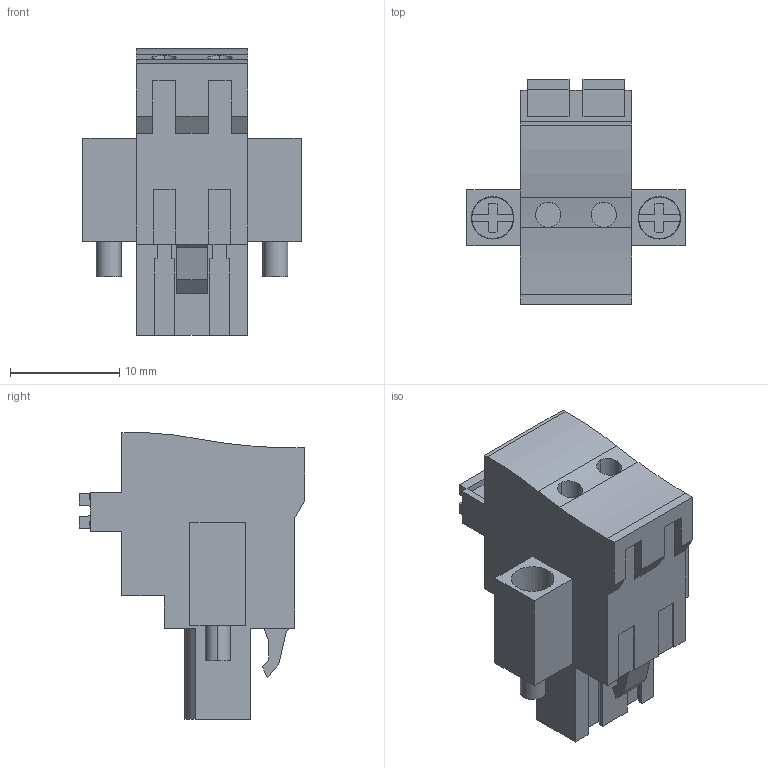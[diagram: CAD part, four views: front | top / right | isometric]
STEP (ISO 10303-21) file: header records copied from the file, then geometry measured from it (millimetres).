
FILE_DESCRIPTION(('CATIA V5 STEP Exchange','CAx-IF Rec.Pracs.--- Model Styling and Organization---1.2---2011-12-15'),'2;1');
FILE_NAME ('D1461172_0_1982890000_1982890000.stp','2017-10-30T15:28:52+00:00',('none'),('Weidmueller'),'CATIA Version 5-6 Release 2014','CATIA V5 STEP AP214','none');
FILE_SCHEMA(('AUTOMOTIVE_DESIGN { 1 0 10303 214 1 1 1 1 }'));
Length unit declared in the file: millimetre
Products named in the file (1): 1982890000
Bounding box: 19.96 x 20.64 x 26.24 mm (x, y, z)
Volume: 3426.4 mm3; surface area: 2696 mm2
Topology: 5 solids, 5 shells, 221 faces, 587 edges, 391 vertices
Faces by surface type: plane 178, cylinder 43
Entity records: 6472 total; most frequent: ORIENTED_EDGE 1174, CARTESIAN_POINT 1171, DIRECTION 903, EDGE_CURVE 587, VECTOR 493, LINE 493, VERTEX_POINT 391, AXIS2_PLACEMENT_3D 251
